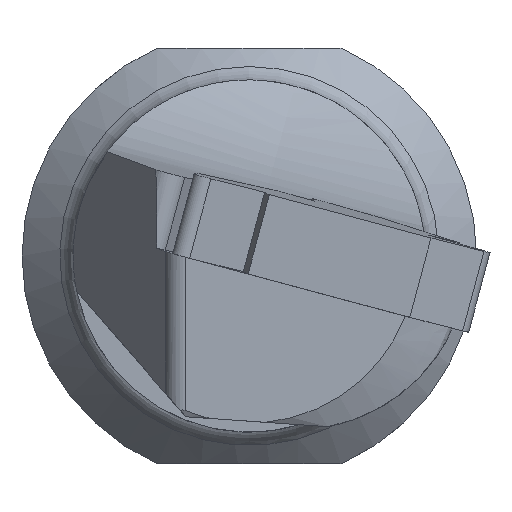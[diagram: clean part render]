
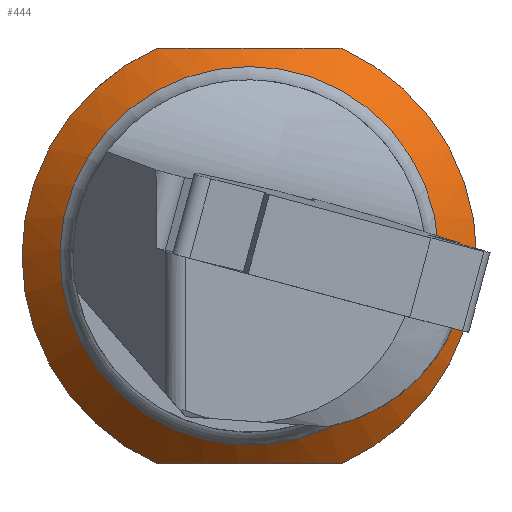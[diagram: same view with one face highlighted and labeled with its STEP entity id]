
A CAD part, left-side view. The second image highlights one B-rep face of the part: STEP entity #444.
In plain terms, the highlighted conical face has half-angle 45 degrees and reference radius 10 mm.
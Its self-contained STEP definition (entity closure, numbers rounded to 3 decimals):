
#28=FACE_BOUND('',#557,.T.);
#29=FACE_BOUND('',#558,.T.);
#35=CONICAL_SURFACE('',#1196,10.,45.);
#64=B_SPLINE_CURVE_WITH_KNOTS('',3,(#1981,#1982,#1983,#1984,#1985,#1986),
 .UNSPECIFIED.,.F.,.F.,(4,2,4),(0.,0.5,1.),.UNSPECIFIED.);
#65=B_SPLINE_CURVE_WITH_KNOTS('',3,(#1990,#1991,#1992,#1993,#1994,#1995),
 .UNSPECIFIED.,.F.,.F.,(4,2,4),(0.,0.5,1.),.UNSPECIFIED.);
#444=ADVANCED_FACE('',(#28,#29),#35,.T.);
#557=EDGE_LOOP('',(#747));
#558=EDGE_LOOP('',(#748,#749,#750,#751));
#594=CIRCLE('',#1192,10.);
#595=CIRCLE('',#1194,8.336);
#596=CIRCLE('',#1195,10.);
#747=ORIENTED_EDGE('',*,*,#993,.F.);
#748=ORIENTED_EDGE('',*,*,#991,.T.);
#749=ORIENTED_EDGE('',*,*,#994,.T.);
#750=ORIENTED_EDGE('',*,*,#995,.T.);
#751=ORIENTED_EDGE('',*,*,#996,.F.);
#891=VERTEX_POINT('',#1974);
#892=VERTEX_POINT('',#1976);
#893=VERTEX_POINT('',#1980);
#894=VERTEX_POINT('',#1987);
#895=VERTEX_POINT('',#1989);
#991=EDGE_CURVE('',#892,#891,#594,.T.);
#993=EDGE_CURVE('',#893,#893,#595,.T.);
#994=EDGE_CURVE('',#891,#894,#64,.T.);
#995=EDGE_CURVE('',#894,#895,#596,.T.);
#996=EDGE_CURVE('',#892,#895,#65,.T.);
#1192=AXIS2_PLACEMENT_3D('',#1975,#1357,#1358);
#1194=AXIS2_PLACEMENT_3D('',#1979,#1362,#1363);
#1195=AXIS2_PLACEMENT_3D('',#1988,#1364,#1365);
#1196=AXIS2_PLACEMENT_3D('',#1996,#1366,#1367);
#1357=DIRECTION('',(-1.,0.,0.));
#1358=DIRECTION('',(0.,0.,1.));
#1362=DIRECTION('',(-1.,0.,0.));
#1363=DIRECTION('',(0.,0.,1.));
#1364=DIRECTION('',(-1.,0.,0.));
#1365=DIRECTION('',(0.,0.,1.));
#1366=DIRECTION('',(1.,0.,0.));
#1367=DIRECTION('',(0.,0.,-1.));
#1974=CARTESIAN_POINT('',(40.,4.035,-9.15));
#1975=CARTESIAN_POINT('',(40.,0.,0.));
#1976=CARTESIAN_POINT('',(40.,4.035,9.15));
#1979=CARTESIAN_POINT('',(38.336,0.,0.));
#1980=CARTESIAN_POINT('',(38.336,0.,8.336));
#1981=CARTESIAN_POINT('',(40.,4.035,-9.15));
#1982=CARTESIAN_POINT('',(39.482,2.751,-9.15));
#1983=CARTESIAN_POINT('',(39.15,1.395,-9.15));
#1984=CARTESIAN_POINT('',(39.15,-1.399,-9.15));
#1985=CARTESIAN_POINT('',(39.482,-2.751,-9.15));
#1986=CARTESIAN_POINT('',(40.,-4.035,-9.15));
#1987=CARTESIAN_POINT('',(40.,-4.035,-9.15));
#1988=CARTESIAN_POINT('',(40.,0.,0.));
#1989=CARTESIAN_POINT('',(40.,-4.035,9.15));
#1990=CARTESIAN_POINT('',(40.,4.035,9.15));
#1991=CARTESIAN_POINT('',(39.482,2.751,9.15));
#1992=CARTESIAN_POINT('',(39.15,1.395,9.15));
#1993=CARTESIAN_POINT('',(39.15,-1.399,9.15));
#1994=CARTESIAN_POINT('',(39.482,-2.751,9.15));
#1995=CARTESIAN_POINT('',(40.,-4.035,9.15));
#1996=CARTESIAN_POINT('',(40.,0.,0.));
